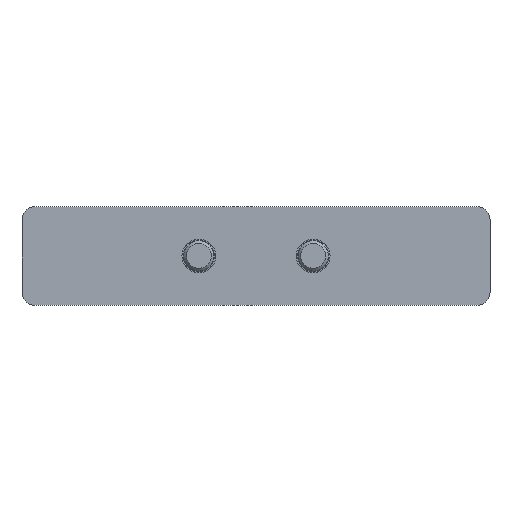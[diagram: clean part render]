
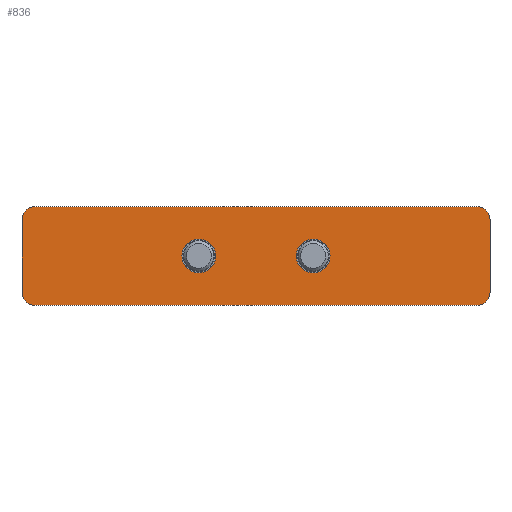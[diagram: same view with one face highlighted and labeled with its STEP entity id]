
A CAD part, top view. The second image highlights one B-rep face of the part: STEP entity #836.
In plain terms, the highlighted planar face has unit normal (0, 0, 1).
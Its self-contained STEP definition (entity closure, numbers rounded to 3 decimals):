
#60=LINE('',#1426,#113);
#64=LINE('',#1435,#117);
#67=LINE('',#1443,#120);
#70=LINE('',#1451,#123);
#113=VECTOR('',#1121,10.);
#117=VECTOR('',#1131,10.);
#120=VECTOR('',#1140,10.);
#123=VECTOR('',#1149,10.);
#183=FACE_BOUND('',#261,.T.);
#184=FACE_BOUND('',#262,.T.);
#202=FACE_OUTER_BOUND('',#260,.T.);
#260=EDGE_LOOP('',(#629,#630,#631,#632,#633,#634,#635,#636));
#261=EDGE_LOOP('',(#637));
#262=EDGE_LOOP('',(#638));
#306=CIRCLE('',#949,3.25);
#310=CIRCLE('',#956,3.25);
#315=CIRCLE('',#964,2.5);
#316=CIRCLE('',#967,2.5);
#317=CIRCLE('',#970,2.5);
#318=CIRCLE('',#973,2.5);
#374=VERTEX_POINT('',#1390);
#378=VERTEX_POINT('',#1403);
#387=VERTEX_POINT('',#1424);
#388=VERTEX_POINT('',#1425);
#389=VERTEX_POINT('',#1430);
#390=VERTEX_POINT('',#1434);
#391=VERTEX_POINT('',#1438);
#392=VERTEX_POINT('',#1442);
#393=VERTEX_POINT('',#1446);
#394=VERTEX_POINT('',#1450);
#451=EDGE_CURVE('',#374,#374,#306,.T.);
#457=EDGE_CURVE('',#378,#378,#310,.T.);
#466=EDGE_CURVE('',#387,#388,#60,.T.);
#469=EDGE_CURVE('',#388,#389,#315,.T.);
#471=EDGE_CURVE('',#389,#390,#64,.T.);
#473=EDGE_CURVE('',#390,#391,#316,.T.);
#475=EDGE_CURVE('',#391,#392,#67,.T.);
#477=EDGE_CURVE('',#392,#393,#317,.T.);
#479=EDGE_CURVE('',#393,#394,#70,.T.);
#481=EDGE_CURVE('',#394,#387,#318,.T.);
#629=ORIENTED_EDGE('',*,*,#466,.F.);
#630=ORIENTED_EDGE('',*,*,#481,.F.);
#631=ORIENTED_EDGE('',*,*,#479,.F.);
#632=ORIENTED_EDGE('',*,*,#477,.F.);
#633=ORIENTED_EDGE('',*,*,#475,.F.);
#634=ORIENTED_EDGE('',*,*,#473,.F.);
#635=ORIENTED_EDGE('',*,*,#471,.F.);
#636=ORIENTED_EDGE('',*,*,#469,.F.);
#637=ORIENTED_EDGE('',*,*,#451,.T.);
#638=ORIENTED_EDGE('',*,*,#457,.T.);
#816=PLANE('',#974);
#836=ADVANCED_FACE('',(#202,#183,#184),#816,.T.);
#949=AXIS2_PLACEMENT_3D('',#1392,#1087,#1088);
#956=AXIS2_PLACEMENT_3D('',#1405,#1103,#1104);
#964=AXIS2_PLACEMENT_3D('',#1431,#1126,#1127);
#967=AXIS2_PLACEMENT_3D('',#1439,#1135,#1136);
#970=AXIS2_PLACEMENT_3D('',#1447,#1144,#1145);
#973=AXIS2_PLACEMENT_3D('',#1454,#1153,#1154);
#974=AXIS2_PLACEMENT_3D('',#1455,#1155,#1156);
#1087=DIRECTION('center_axis',(0.,0.,-1.));
#1088=DIRECTION('ref_axis',(-1.,0.,0.));
#1103=DIRECTION('center_axis',(0.,0.,-1.));
#1104=DIRECTION('ref_axis',(-1.,0.,0.));
#1121=DIRECTION('',(1.,0.,0.));
#1126=DIRECTION('center_axis',(0.,0.,-1.));
#1127=DIRECTION('ref_axis',(1.,0.,0.));
#1131=DIRECTION('',(0.,-1.,0.));
#1135=DIRECTION('center_axis',(0.,0.,-1.));
#1136=DIRECTION('ref_axis',(0.,-1.,0.));
#1140=DIRECTION('',(-1.,0.,0.));
#1144=DIRECTION('center_axis',(0.,0.,-1.));
#1145=DIRECTION('ref_axis',(-1.,0.,0.));
#1149=DIRECTION('',(0.,1.,0.));
#1153=DIRECTION('center_axis',(0.,0.,-1.));
#1154=DIRECTION('ref_axis',(0.,1.,0.));
#1155=DIRECTION('center_axis',(0.,0.,1.));
#1156=DIRECTION('ref_axis',(1.,0.,0.));
#1390=CARTESIAN_POINT('',(-7.75,0.,1.5));
#1392=CARTESIAN_POINT('Origin',(-11.,0.,1.5));
#1403=CARTESIAN_POINT('',(14.25,0.,1.5));
#1405=CARTESIAN_POINT('Origin',(11.,0.,1.5));
#1424=CARTESIAN_POINT('',(-42.5,9.5,1.5));
#1425=CARTESIAN_POINT('',(42.5,9.5,1.5));
#1426=CARTESIAN_POINT('',(42.5,9.5,1.5));
#1430=CARTESIAN_POINT('',(45.,7.,1.5));
#1431=CARTESIAN_POINT('Origin',(42.5,7.,1.5));
#1434=CARTESIAN_POINT('',(45.,-7.,1.5));
#1435=CARTESIAN_POINT('',(45.,-7.,1.5));
#1438=CARTESIAN_POINT('',(42.5,-9.5,1.5));
#1439=CARTESIAN_POINT('Origin',(42.5,-7.,1.5));
#1442=CARTESIAN_POINT('',(-42.5,-9.5,1.5));
#1443=CARTESIAN_POINT('',(-42.5,-9.5,1.5));
#1446=CARTESIAN_POINT('',(-45.,-7.,1.5));
#1447=CARTESIAN_POINT('Origin',(-42.5,-7.,1.5));
#1450=CARTESIAN_POINT('',(-45.,7.,1.5));
#1451=CARTESIAN_POINT('',(-45.,7.,1.5));
#1454=CARTESIAN_POINT('Origin',(-42.5,7.,1.5));
#1455=CARTESIAN_POINT('Origin',(0.,0.,
1.5));
